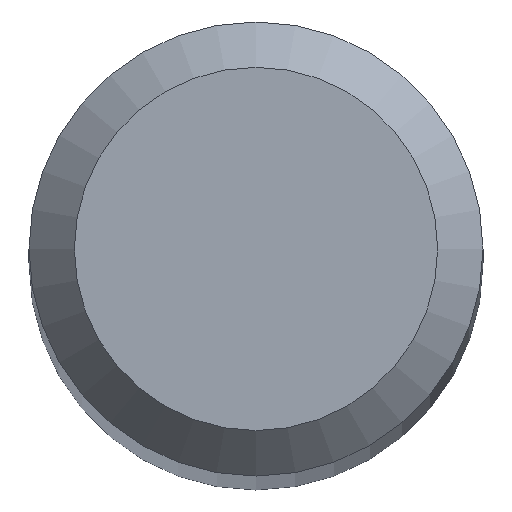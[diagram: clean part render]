
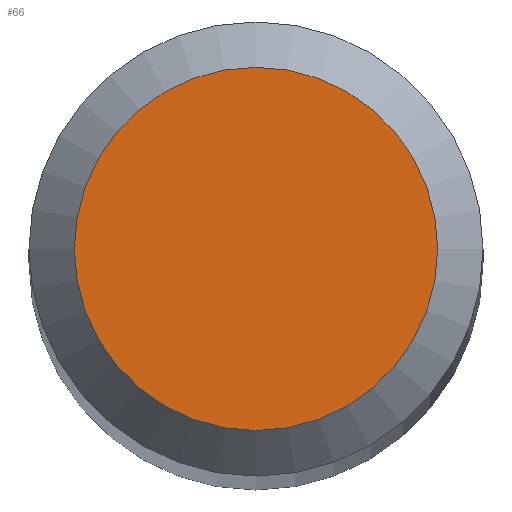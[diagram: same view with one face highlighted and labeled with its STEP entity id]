
A CAD part, top view. The second image highlights one B-rep face of the part: STEP entity #66.
In plain terms, the highlighted planar face has unit normal (0, 0, 1).
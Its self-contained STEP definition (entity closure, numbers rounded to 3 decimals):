
#36 = DIRECTION ( 'NONE',  ( 0., 1., 0. ) ) ;
#41 = CARTESIAN_POINT ( 'NONE',  ( 0., 0., 30. ) ) ;
#61 = DIRECTION ( 'NONE',  ( 0., 1., 0. ) ) ;
#66 = ADVANCED_FACE ( 'NONE', ( #142 ), #270, .F. ) ;
#113 = CIRCLE ( 'NONE', #205, 0.6 ) ;
#114 = DIRECTION ( 'NONE',  ( 0., 0., -1. ) ) ;
#122 = DIRECTION ( 'NONE',  ( 0., 0., -1. ) ) ;
#142 = FACE_OUTER_BOUND ( 'NONE', #182, .T. ) ;
#144 = ORIENTED_EDGE ( 'NONE', *, *, #265, .F. ) ;
#182 = EDGE_LOOP ( 'NONE', ( #144 ) ) ;
#205 = AXIS2_PLACEMENT_3D ( 'NONE', #41, #114, #61 ) ;
#219 = VERTEX_POINT ( 'NONE', #241 ) ;
#233 = AXIS2_PLACEMENT_3D ( 'NONE', #268, #122, #36 ) ;
#241 = CARTESIAN_POINT ( 'NONE',  ( 0., 0.6, 30. ) ) ;
#265 = EDGE_CURVE ( 'NONE', #219, #219, #113, .T. ) ;
#268 = CARTESIAN_POINT ( 'NONE',  ( 0., 0., 30. ) ) ;
#270 = PLANE ( 'NONE',  #233 ) ;
